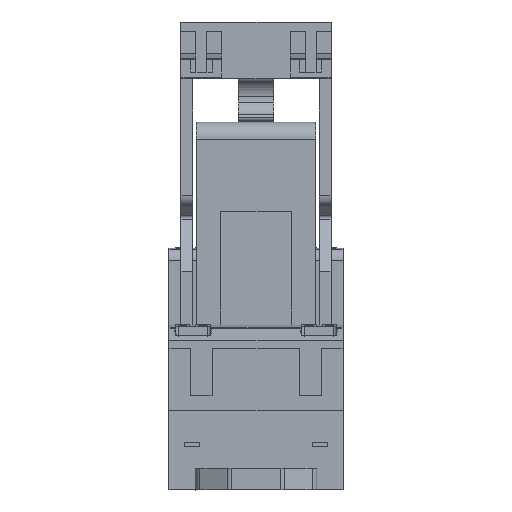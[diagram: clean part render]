
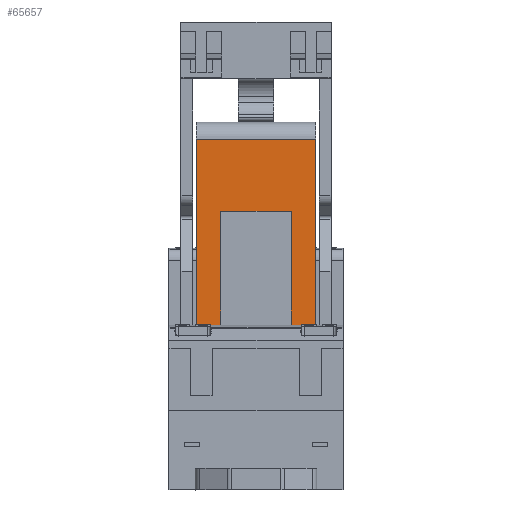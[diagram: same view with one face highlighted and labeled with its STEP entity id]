
A CAD part, front view. The second image highlights one B-rep face of the part: STEP entity #65657.
In plain terms, the highlighted planar face has unit normal (0, -1, 0).
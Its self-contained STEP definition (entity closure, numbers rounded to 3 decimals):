
#65630=AXIS2_PLACEMENT_3D('Plane Axis2P3D',#65627,#65628,#65629) ;
#65560=CARTESIAN_POINT('Line Origine',(4.795,31.495,45.357)) ;
#65564=CARTESIAN_POINT('Vertex',(4.795,31.495,29.)) ;
#65566=CARTESIAN_POINT('Vertex',(4.795,31.495,61.713)) ;
#65627=CARTESIAN_POINT('Axis2P3D Location',(25.805,31.495,29.6)) ;
#65632=CARTESIAN_POINT('Line Origine',(25.805,31.495,45.357)) ;
#65636=CARTESIAN_POINT('Vertex',(25.805,31.495,61.713)) ;
#65638=CARTESIAN_POINT('Vertex',(25.805,31.495,29.)) ;
#65641=CARTESIAN_POINT('Line Origine',(15.3,31.495,61.713)) ;
#65646=CARTESIAN_POINT('Line Origine',(15.3,31.495,29.)) ;
#65561=DIRECTION('Vector Direction',(0.,0.,-1.)) ;
#65628=DIRECTION('Axis2P3D Direction',(0.,1.,0.)) ;
#65629=DIRECTION('Axis2P3D XDirection',(-1.,0.,0.)) ;
#65633=DIRECTION('Vector Direction',(0.,0.,1.)) ;
#65642=DIRECTION('Vector Direction',(1.,0.,0.)) ;
#65647=DIRECTION('Vector Direction',(-1.,0.,0.)) ;
#65562=VECTOR('Line Direction',#65561,1.) ;
#65634=VECTOR('Line Direction',#65633,1.) ;
#65643=VECTOR('Line Direction',#65642,1.) ;
#65648=VECTOR('Line Direction',#65647,1.) ;
#65652=ORIENTED_EDGE('',*,*,#65640,.F.) ;
#65653=ORIENTED_EDGE('',*,*,#65645,.F.) ;
#65654=ORIENTED_EDGE('',*,*,#65568,.F.) ;
#65655=ORIENTED_EDGE('',*,*,#65650,.F.) ;
#65657=ADVANCED_FACE('RELAIS',(#65656),#65631,.F.) ;
#65568=EDGE_CURVE('',#65565,#65567,#65563,.F.) ;
#65640=EDGE_CURVE('',#65637,#65639,#65635,.F.) ;
#65645=EDGE_CURVE('',#65567,#65637,#65644,.T.) ;
#65650=EDGE_CURVE('',#65639,#65565,#65649,.T.) ;
#65651=EDGE_LOOP('',(#65652,#65653,#65654,#65655)) ;
#65656=FACE_OUTER_BOUND('',#65651,.T.) ;
#65563=LINE('Line',#65560,#65562) ;
#65635=LINE('Line',#65632,#65634) ;
#65644=LINE('Line',#65641,#65643) ;
#65649=LINE('Line',#65646,#65648) ;
#65631=PLANE('',#65630) ;
#65565=VERTEX_POINT('',#65564) ;
#65567=VERTEX_POINT('',#65566) ;
#65637=VERTEX_POINT('',#65636) ;
#65639=VERTEX_POINT('',#65638) ;
